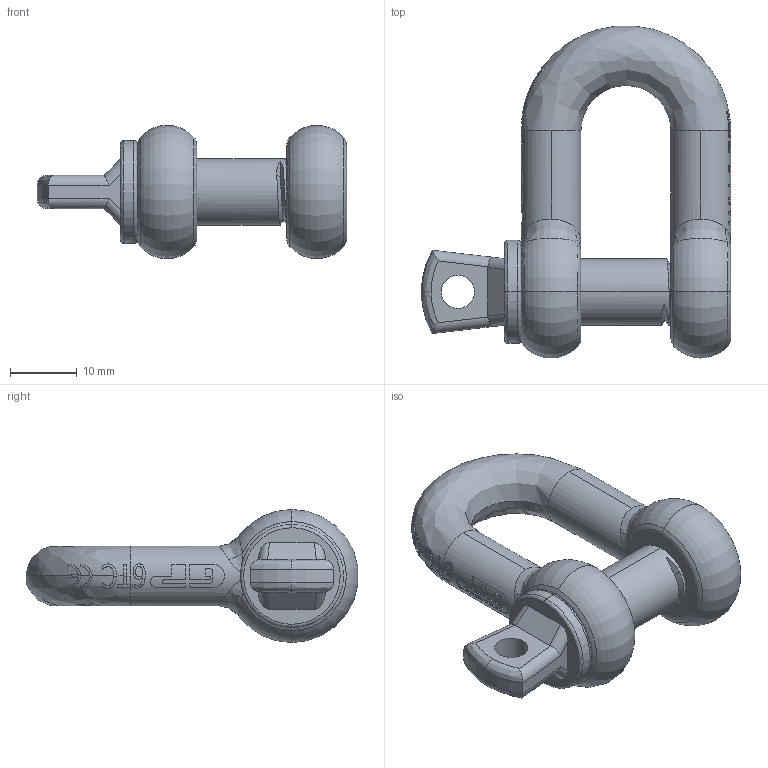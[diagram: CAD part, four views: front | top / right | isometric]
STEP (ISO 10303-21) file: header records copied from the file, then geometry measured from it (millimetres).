
FILE_DESCRIPTION (( 'STEP AP203' ), '1' );
FILE_NAME ('GPGDBB08.step', '2009-08-07T11:48:49', ( '.' ), ( '.' ), 'SwSTEP 2.0', 'SolidWorks 2009', '' );
FILE_SCHEMA (( 'CONFIG_CONTROL_DESIGN' ));
Length unit declared in the file: millimetre
Products named in the file (3): 0,75_1; GPGDBB08; 0,75_2
Assembly tree (2 placements, depth 2):
  GPGDBB08
    0,75_1
    0,75_2
Bounding box: 46.5 x 49.88 x 20 mm (x, y, z)
Volume: 11148.4 mm3; surface area: 6152.2 mm2
Topology: 2 solids, 2 shells, 317 faces, 887 edges, 574 vertices
Faces by surface type: bspline 129, plane 106, cylinder 71, torus 8, cone 3
Entity records: 19298 total; most frequent: CARTESIAN_POINT 12030, ORIENTED_EDGE 1748, DIRECTION 1019, EDGE_CURVE 874, VERTEX_POINT 574, AXIS2_PLACEMENT_3D 354, B_SPLINE_CURVE_WITH_KNOTS 350, EDGE_LOOP 336
